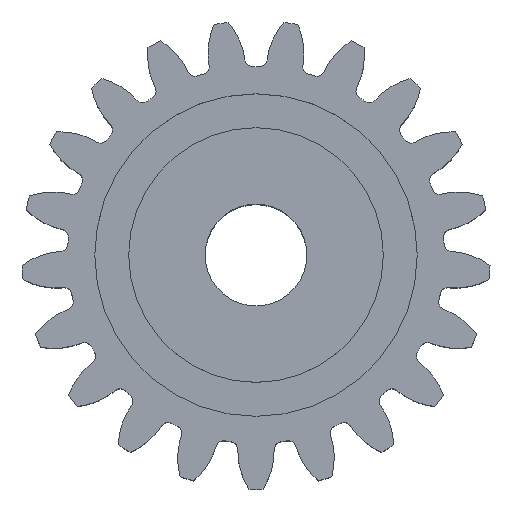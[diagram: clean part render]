
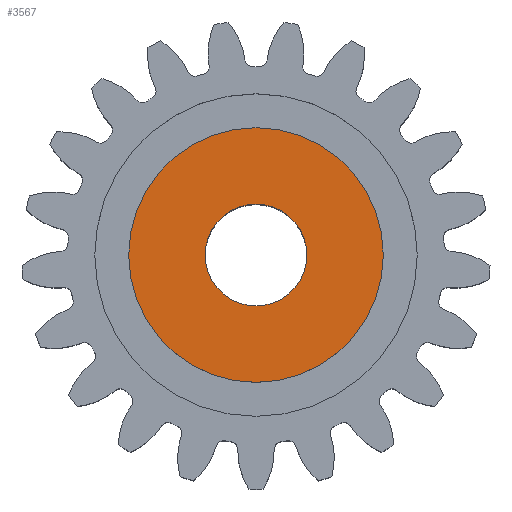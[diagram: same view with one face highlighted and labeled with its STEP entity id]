
A CAD part, top view. The second image highlights one B-rep face of the part: STEP entity #3567.
In plain terms, the highlighted planar face has unit normal (0, 0, 1).
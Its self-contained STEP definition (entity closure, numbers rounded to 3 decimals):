
#899 = CARTESIAN_POINT ( 'NONE',  ( 3., 0., 10. ) ) ;
#1217 = CIRCLE ( 'NONE', #1364, 7.5 ) ;
#1224 = CARTESIAN_POINT ( 'NONE',  ( 0., 0., 10. ) ) ;
#1233 = DIRECTION ( 'NONE',  ( 1., 0., 0. ) ) ;
#1234 = DIRECTION ( 'NONE',  ( 0., 0., 1. ) ) ;
#1237 = FACE_OUTER_BOUND ( 'NONE', #3320, .T. ) ;
#1240 = FACE_BOUND ( 'NONE', #3581, .T. ) ;
#1244 = AXIS2_PLACEMENT_3D ( 'NONE', #1224, #1234, #1233 ) ;
#1270 = CARTESIAN_POINT ( 'NONE',  ( 0., 0., 10. ) ) ;
#1349 = PLANE ( 'NONE',  #1244 ) ;
#1362 = DIRECTION ( 'NONE',  ( 1., 0., 0. ) ) ;
#1363 = DIRECTION ( 'NONE',  ( 0., 0., 1. ) ) ;
#1364 = AXIS2_PLACEMENT_3D ( 'NONE', #1270, #1363, #1362 ) ;
#1448 = DIRECTION ( 'NONE',  ( 0., 0., 1. ) ) ;
#1455 = CARTESIAN_POINT ( 'NONE',  ( 0., 0., 10. ) ) ;
#1456 = AXIS2_PLACEMENT_3D ( 'NONE', #1455, #1448, #1517 ) ;
#1471 = CIRCLE ( 'NONE', #1456, 3. ) ;
#1517 = DIRECTION ( 'NONE',  ( 1., 0., 0. ) ) ;
#1539 = CIRCLE ( 'NONE', #1690, 3. ) ;
#1560 = CARTESIAN_POINT ( 'NONE',  ( -7.5, 0., 10. ) ) ;
#1590 = AXIS2_PLACEMENT_3D ( 'NONE', #1631, #1629, #1628 ) ;
#1602 = CIRCLE ( 'NONE', #1590, 7.5 ) ;
#1606 = CARTESIAN_POINT ( 'NONE',  ( 0., 0., 10. ) ) ;
#1628 = DIRECTION ( 'NONE',  ( 1., 0., 0. ) ) ;
#1629 = DIRECTION ( 'NONE',  ( 0., 0., 1. ) ) ;
#1631 = CARTESIAN_POINT ( 'NONE',  ( 0., 0., 10. ) ) ;
#1661 = CARTESIAN_POINT ( 'NONE',  ( 7.5, 0., 10. ) ) ;
#1690 = AXIS2_PLACEMENT_3D ( 'NONE', #1606, #1693, #1692 ) ;
#1692 = DIRECTION ( 'NONE',  ( 1., 0., 0. ) ) ;
#1693 = DIRECTION ( 'NONE',  ( 0., 0., 1. ) ) ;
#1802 = CARTESIAN_POINT ( 'NONE',  ( -3., 0., 10. ) ) ;
#3273 = ORIENTED_EDGE ( 'NONE', *, *, #3737, .F. ) ;
#3320 = EDGE_LOOP ( 'NONE', ( #3566, #3627 ) ) ;
#3408 = VERTEX_POINT ( 'NONE', #899 ) ;
#3566 = ORIENTED_EDGE ( 'NONE', *, *, #3603, .T. ) ;
#3567 = ADVANCED_FACE ( 'NONE', ( #1240, #1237 ), #1349, .T. ) ;
#3581 = EDGE_LOOP ( 'NONE', ( #3666, #3273 ) ) ;
#3603 = EDGE_CURVE ( 'NONE', #3746, #3790, #1217, .T. ) ;
#3627 = ORIENTED_EDGE ( 'NONE', *, *, #3814, .T. ) ;
#3639 = EDGE_CURVE ( 'NONE', #3408, #3872, #1471, .T. ) ;
#3666 = ORIENTED_EDGE ( 'NONE', *, *, #3639, .F. ) ;
#3737 = EDGE_CURVE ( 'NONE', #3872, #3408, #1539, .T. ) ;
#3746 = VERTEX_POINT ( 'NONE', #1560 ) ;
#3790 = VERTEX_POINT ( 'NONE', #1661 ) ;
#3814 = EDGE_CURVE ( 'NONE', #3790, #3746, #1602, .T. ) ;
#3872 = VERTEX_POINT ( 'NONE', #1802 ) ;
